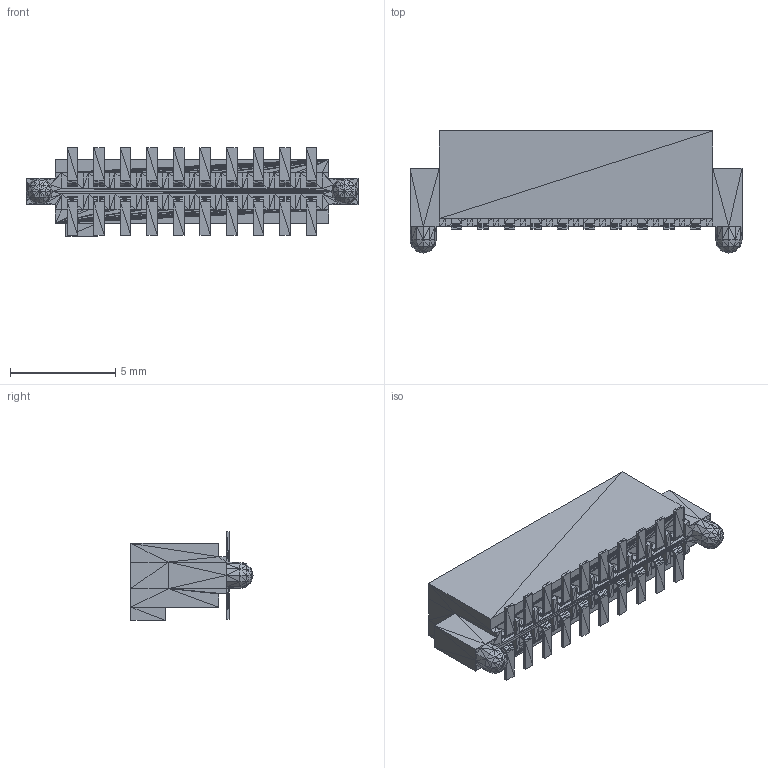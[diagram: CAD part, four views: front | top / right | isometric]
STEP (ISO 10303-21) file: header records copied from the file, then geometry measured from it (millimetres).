
FILE_DESCRIPTION(/* description */ (''),/* implementation_level */ '2;1');
FILE_NAME(/* name */ 'SAM9863-ND - 2X10 Female 50mil SMD v3.step',/* time_stamp */ '2018-08-03T00:37:17-04:00',/* author */ ('vogel.sohei'),/* organization */ (''),/* preprocessor_version */ 'ST-DEVELOPER v17',/* originating_system */ 'Autodesk Translation Framework v7.1.0.215',/* authorisation */ '');
FILE_SCHEMA (('AUTOMOTIVE_DESIGN { 1 0 10303 214 3 1 1 }'));
Length unit declared in the file: millimetre
Products named in the file (1): SAM9863-ND - 2X10 Female 50mil SMD
Bounding box: 15.75 x 5.8 x 4.22 mm (x, y, z)
Volume: 169.1 mm3; surface area: 495.6 mm2
Topology: 2 solids, 2 shells, 2048 faces, 3082 edges, 1038 vertices
Faces by surface type: plane 2048
Entity records: 40085 total; most frequent: DIRECTION 7180, CARTESIAN_POINT 6169, ORIENTED_EDGE 6164, LINE 3082, VECTOR 3082, EDGE_CURVE 3082, AXIS2_PLACEMENT_3D 2049, FACE_OUTER_BOUND 2048
